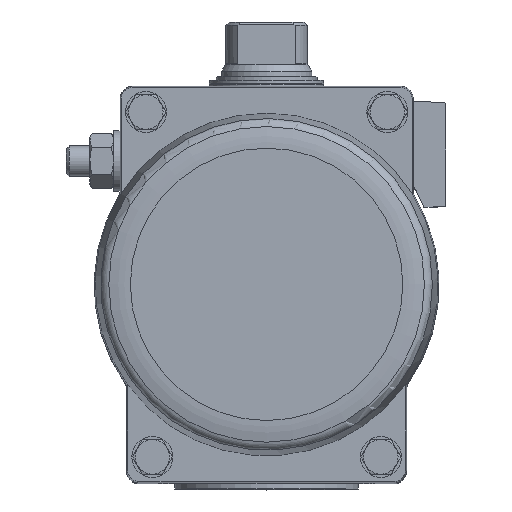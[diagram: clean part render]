
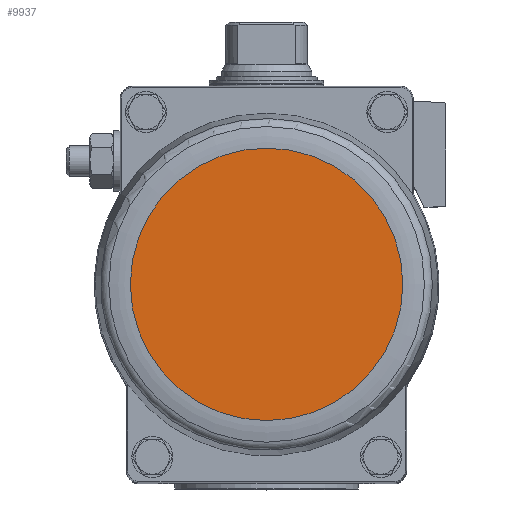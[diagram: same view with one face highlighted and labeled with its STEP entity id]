
A CAD part, top view. The second image highlights one B-rep face of the part: STEP entity #9937.
In plain terms, the highlighted planar face has unit normal (0, 0, 1).
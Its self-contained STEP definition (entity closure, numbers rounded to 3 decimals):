
#3687=ORIENTED_EDGE('',*,*,#5551,.T.);
#5551=EDGE_CURVE('',#6641,#6641,#7243,.T.);
#6641=VERTEX_POINT('',#16669);
#7243=CIRCLE('',#10955,63.2);
#7969=EDGE_LOOP('',(#3687));
#8850=FACE_BOUND('',#7969,.T.);
#9400=PLANE('',#10956);
#9937=ADVANCED_FACE('',(#8850),#9400,.F.);
#10955=AXIS2_PLACEMENT_3D('',#16668,#13249,#13250);
#10956=AXIS2_PLACEMENT_3D('',#16670,#13251,#13252);
#13249=DIRECTION('',(0.,0.,1.));
#13250=DIRECTION('',(1.,0.,0.));
#13251=DIRECTION('',(0.,0.,-1.));
#13252=DIRECTION('',(-1.,0.,0.));
#16668=CARTESIAN_POINT('',(0.,0.,187.1));
#16669=CARTESIAN_POINT('',(63.2,0.,187.1));
#16670=CARTESIAN_POINT('',(63.2,0.,187.1));
